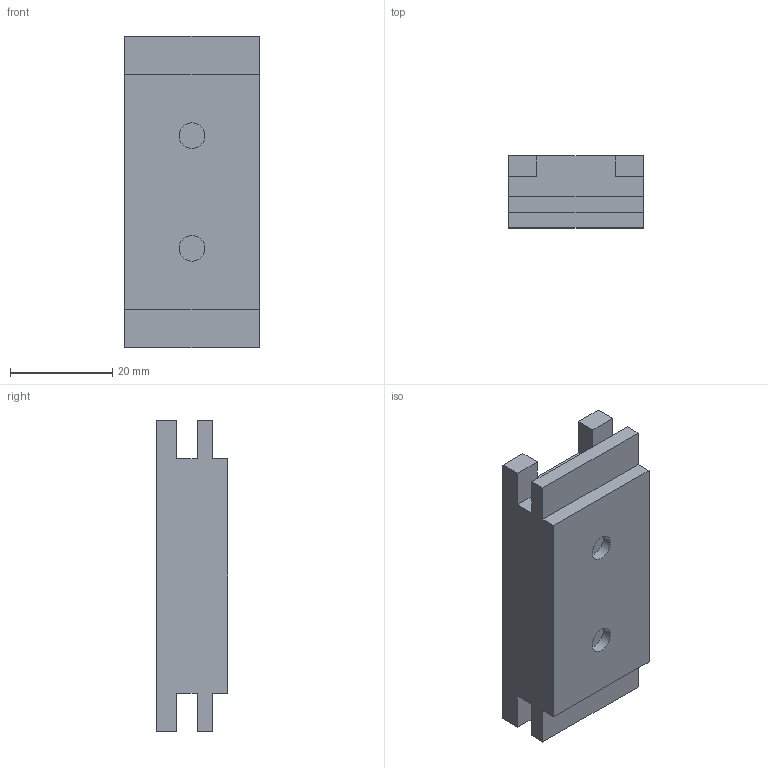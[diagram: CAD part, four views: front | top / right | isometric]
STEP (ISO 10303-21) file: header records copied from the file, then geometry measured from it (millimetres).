
FILE_DESCRIPTION(/* description */ (''),/* implementation_level */ '2;1');
FILE_NAME(/* name */ 'Weight Body.stp',/* time_stamp */ '2021-06-01T11:08:43-05:00',/* author */ ('Caleb'),/* organization */ (''),/* preprocessor_version */ 'ST-DEVELOPER v18.1',/* originating_system */ 'Autodesk Inventor 2022',/* authorisation */ '');
FILE_SCHEMA (('AUTOMOTIVE_DESIGN { 1 0 10303 214 3 1 1 }'));
Length unit declared in the file: millimetre
Products named in the file (1): Stamp Body
Bounding box: 26.3 x 14 x 60.7 mm (x, y, z)
Volume: 18591.7 mm3; surface area: 5931.7 mm2
Topology: 1 solids, 1 shells, 30 faces, 78 edges, 52 vertices
Faces by surface type: plane 28, cylinder 2
Full cylindrical faces by diameter (mm): 5 x2
Entity records: 976 total; most frequent: CARTESIAN_POINT 161, ORIENTED_EDGE 156, DIRECTION 144, EDGE_CURVE 78, LINE 74, VECTOR 74, VERTEX_POINT 52, AXIS2_PLACEMENT_3D 35
